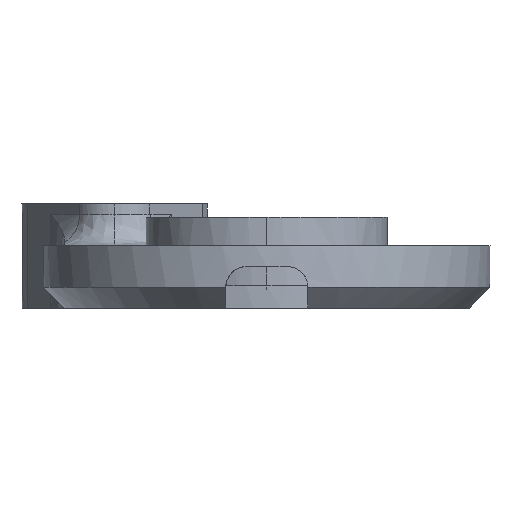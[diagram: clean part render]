
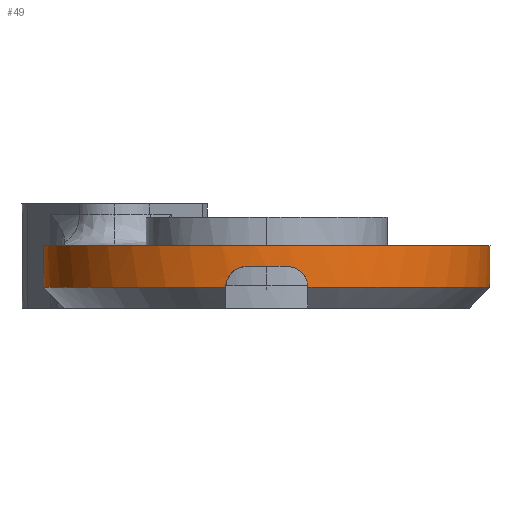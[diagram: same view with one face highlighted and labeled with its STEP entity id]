
A CAD part, front view. The second image highlights one B-rep face of the part: STEP entity #49.
In plain terms, the highlighted free-form (B-spline) face has degree [2, 1] with [9, 2] control points.
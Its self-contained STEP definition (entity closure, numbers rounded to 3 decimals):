
#49=ADVANCED_FACE('',(#152),#1810,.T.);
#152=FACE_OUTER_BOUND('',#256,.T.);
#256=EDGE_LOOP('',(#491,#492,#493,#494,#495,#496,#497,#498));
#491=ORIENTED_EDGE('',*,*,#990,.F.);
#492=ORIENTED_EDGE('',*,*,#1032,.T.);
#493=ORIENTED_EDGE('',*,*,#1033,.T.);
#494=ORIENTED_EDGE('',*,*,#1034,.T.);
#495=ORIENTED_EDGE('',*,*,#1035,.T.);
#496=ORIENTED_EDGE('',*,*,#1036,.T.);
#497=ORIENTED_EDGE('',*,*,#1037,.T.);
#498=ORIENTED_EDGE('',*,*,#996,.F.);
#990=EDGE_CURVE('',#1609,#1610,#1493,.T.);
#996=EDGE_CURVE('',#1610,#1615,#1276,.T.);
#1032=EDGE_CURVE('',#1609,#1652,#1303,.T.);
#1033=EDGE_CURVE('',#1652,#1653,#1505,.T.);
#1034=EDGE_CURVE('',#1653,#1654,#1304,.T.);
#1035=EDGE_CURVE('',#1654,#1655,#1506,.T.);
#1036=EDGE_CURVE('',#1655,#1656,#1305,.T.);
#1037=EDGE_CURVE('',#1656,#1615,#1507,.T.);
#1276=B_SPLINE_CURVE_WITH_KNOTS('',1,(#8078,#8079),.UNSPECIFIED.,.F.,.F.,
(2,2),(-4.,0.),.UNSPECIFIED.);
#1303=B_SPLINE_CURVE_WITH_KNOTS('',3,(#8179,#8180,#8181,#8182,#8183,#8184,
#8185,#8186,#8187,#8188,#8189,#8190),.UNSPECIFIED.,.F.,.F.,(4,2,2,2,2,4),
(0.,0.001,0.001,0.002,
0.002,0.003),.UNSPECIFIED.);
#1304=B_SPLINE_CURVE_WITH_KNOTS('',3,(#8194,#8195,#8196,#8197,#8198,#8199,
#8200,#8201,#8202,#8203,#8204,#8205),.UNSPECIFIED.,.F.,.F.,(4,2,2,2,2,4),
(0.,0.001,0.001,0.002,0.002,
0.003),.UNSPECIFIED.);
#1305=B_SPLINE_CURVE_WITH_KNOTS('',1,(#8211,#8212),.UNSPECIFIED.,.F.,.F.,
(2,2),(0.,4.),.UNSPECIFIED.);
#1493=(
BOUNDED_CURVE()
B_SPLINE_CURVE(2,(#8052,#8053,#8054,#8055,#8056),.UNSPECIFIED.,.F.,.F.)
B_SPLINE_CURVE_WITH_KNOTS((3,2,3),(-39.005,-19.503,
0.),.UNSPECIFIED.)
CURVE()
GEOMETRIC_REPRESENTATION_ITEM()
RATIONAL_B_SPLINE_CURVE((1.,0.898,1.,0.898,1.))
REPRESENTATION_ITEM('')
);
#1505=(
BOUNDED_CURVE()
B_SPLINE_CURVE(2,(#8191,#8192,#8193),.UNSPECIFIED.,.F.,.F.)
B_SPLINE_CURVE_WITH_KNOTS((3,3),(-3.885,0.),.UNSPECIFIED.)
CURVE()
GEOMETRIC_REPRESENTATION_ITEM()
RATIONAL_B_SPLINE_CURVE((1.,0.996,1.))
REPRESENTATION_ITEM('')
);
#1506=(
BOUNDED_CURVE()
B_SPLINE_CURVE(2,(#8206,#8207,#8208,#8209,#8210),.UNSPECIFIED.,.F.,.F.)
B_SPLINE_CURVE_WITH_KNOTS((3,2,3),(0.,27.433,54.866),
 .UNSPECIFIED.)
CURVE()
GEOMETRIC_REPRESENTATION_ITEM()
RATIONAL_B_SPLINE_CURVE((1.,0.802,1.,0.802,1.))
REPRESENTATION_ITEM('')
);
#1507=(
BOUNDED_CURVE()
B_SPLINE_CURVE(2,(#8213,#8214,#8215,#8216,#8217,#8218,#8219,#8220,#8221),
 .UNSPECIFIED.,.F.,.F.)
B_SPLINE_CURVE_WITH_KNOTS((3,2,2,2,3),(-101.796,-76.347,
-50.898,-25.449,0.),.UNSPECIFIED.)
CURVE()
GEOMETRIC_REPRESENTATION_ITEM()
RATIONAL_B_SPLINE_CURVE((1.,0.829,1.,0.829,1.,0.829,
1.,0.829,1.))
REPRESENTATION_ITEM('')
);
#1609=VERTEX_POINT('',#7534);
#1610=VERTEX_POINT('',#7535);
#1615=VERTEX_POINT('',#7540);
#1652=VERTEX_POINT('',#7577);
#1653=VERTEX_POINT('',#7578);
#1654=VERTEX_POINT('',#7579);
#1655=VERTEX_POINT('',#7580);
#1656=VERTEX_POINT('',#7581);
#1810=(
BOUNDED_SURFACE()
B_SPLINE_SURFACE(2,1,((#2437,#2438),(#2439,#2440),(#2441,#2442),(#2443,
#2444),(#2445,#2446),(#2447,#2448),(#2449,#2450),(#2451,#2452),(#2453,#2454)),
 .UNSPECIFIED.,.T.,.F.,.F.)
B_SPLINE_SURFACE_WITH_KNOTS((3,2,2,2,3),(2,2),(0.,33.639,67.277,
100.916,134.554),(0.,4.802),.UNSPECIFIED.)
GEOMETRIC_REPRESENTATION_ITEM()
RATIONAL_B_SPLINE_SURFACE(((1.,1.),(0.707,0.707),
(1.,1.),(0.707,0.707),(1.,1.),(0.707,
0.707),(1.,1.),(0.707,0.707),(1.,1.)))
REPRESENTATION_ITEM('')
SURFACE()
);
#2437=CARTESIAN_POINT('',(0.,30.59,-65.274));
#2438=CARTESIAN_POINT('',(0.,30.59,-70.076));
#2439=CARTESIAN_POINT('',(21.415,30.59,-65.274));
#2440=CARTESIAN_POINT('',(21.415,30.59,-70.076));
#2441=CARTESIAN_POINT('',(21.415,9.175,-65.274));
#2442=CARTESIAN_POINT('',(21.415,9.175,-70.076));
#2443=CARTESIAN_POINT('',(21.415,-12.24,-65.274));
#2444=CARTESIAN_POINT('',(21.415,-12.24,-70.076));
#2445=CARTESIAN_POINT('',(0.,-12.24,-65.274));
#2446=CARTESIAN_POINT('',(0.,-12.24,-70.076));
#2447=CARTESIAN_POINT('',(-21.415,-12.24,-65.274));
#2448=CARTESIAN_POINT('',(-21.415,-12.24,-70.076));
#2449=CARTESIAN_POINT('',(-21.415,9.175,-65.274));
#2450=CARTESIAN_POINT('',(-21.415,9.175,-70.076));
#2451=CARTESIAN_POINT('',(-21.415,30.59,-65.274));
#2452=CARTESIAN_POINT('',(-21.415,30.59,-70.076));
#2453=CARTESIAN_POINT('',(0.,30.59,-65.274));
#2454=CARTESIAN_POINT('',(0.,30.59,-70.076));
#7534=CARTESIAN_POINT('',(-3.94,-11.874,-69.675));
#7535=CARTESIAN_POINT('',(-19.415,18.212,-69.675));
#7540=CARTESIAN_POINT('',(-19.415,18.212,-65.675));
#7577=CARTESIAN_POINT('',(-1.94,-12.152,-67.675));
#7578=CARTESIAN_POINT('',(1.94,-12.152,-67.675));
#7579=CARTESIAN_POINT('',(3.94,-11.874,-69.675));
#7580=CARTESIAN_POINT('',(8.231,28.945,-69.675));
#7581=CARTESIAN_POINT('',(8.231,28.945,-65.675));
#8052=CARTESIAN_POINT('',(-3.94,-11.874,-69.675));
#8053=CARTESIAN_POINT('',(-14.247,-9.945,-69.675));
#8054=CARTESIAN_POINT('',(-19.043,-0.62,-69.675));
#8055=CARTESIAN_POINT('',(-23.84,8.705,-69.675));
#8056=CARTESIAN_POINT('',(-19.415,18.212,-69.675));
#8078=CARTESIAN_POINT('',(-19.415,18.212,-69.675));
#8079=CARTESIAN_POINT('',(-19.415,18.212,-65.675));
#8179=CARTESIAN_POINT('',(-3.94,-11.874,-69.675));
#8180=CARTESIAN_POINT('',(-3.94,-11.874,-69.411));
#8181=CARTESIAN_POINT('',(-3.887,-11.884,-69.15));
#8182=CARTESIAN_POINT('',(-3.736,-11.912,-68.785));
#8183=CARTESIAN_POINT('',(-3.674,-11.923,-68.671));
#8184=CARTESIAN_POINT('',(-3.528,-11.947,-68.453));
#8185=CARTESIAN_POINT('',(-3.444,-11.961,-68.351));
#8186=CARTESIAN_POINT('',(-3.168,-12.005,-68.075));
#8187=CARTESIAN_POINT('',(-2.945,-12.038,-67.926));
#8188=CARTESIAN_POINT('',(-2.463,-12.099,-67.727));
#8189=CARTESIAN_POINT('',(-2.201,-12.128,-67.675));
#8190=CARTESIAN_POINT('',(-1.94,-12.152,-67.675));
#8191=CARTESIAN_POINT('',(-1.94,-12.152,-67.675));
#8192=CARTESIAN_POINT('',(0.,-12.328,-67.675));
#8193=CARTESIAN_POINT('',(1.94,-12.152,-67.675));
#8194=CARTESIAN_POINT('',(1.94,-12.152,-67.675));
#8195=CARTESIAN_POINT('',(2.202,-12.128,-67.675));
#8196=CARTESIAN_POINT('',(2.462,-12.099,-67.727));
#8197=CARTESIAN_POINT('',(2.826,-12.053,-67.877));
#8198=CARTESIAN_POINT('',(2.94,-12.038,-67.938));
#8199=CARTESIAN_POINT('',(3.157,-12.006,-68.083));
#8200=CARTESIAN_POINT('',(3.26,-11.991,-68.167));
#8201=CARTESIAN_POINT('',(3.537,-11.947,-68.444));
#8202=CARTESIAN_POINT('',(3.685,-11.921,-68.664));
#8203=CARTESIAN_POINT('',(3.887,-11.885,-69.149));
#8204=CARTESIAN_POINT('',(3.94,-11.874,-69.412));
#8205=CARTESIAN_POINT('',(3.94,-11.874,-69.675));
#8206=CARTESIAN_POINT('',(3.94,-11.874,-69.675));
#8207=CARTESIAN_POINT('',(19.629,-8.938,-69.675));
#8208=CARTESIAN_POINT('',(21.298,6.936,-69.675));
#8209=CARTESIAN_POINT('',(22.967,22.81,-69.675));
#8210=CARTESIAN_POINT('',(8.231,28.945,-69.675));
#8211=CARTESIAN_POINT('',(8.231,28.945,-69.675));
#8212=CARTESIAN_POINT('',(8.231,28.945,-65.675));
#8213=CARTESIAN_POINT('',(8.231,28.945,-65.675));
#8214=CARTESIAN_POINT('',(21.588,23.384,-65.675));
#8215=CARTESIAN_POINT('',(21.413,8.916,-65.675));
#8216=CARTESIAN_POINT('',(21.238,-5.552,-65.675));
#8217=CARTESIAN_POINT('',(7.75,-10.788,-65.675));
#8218=CARTESIAN_POINT('',(-5.737,-16.025,-65.675));
#8219=CARTESIAN_POINT('',(-15.629,-5.465,-65.675));
#8220=CARTESIAN_POINT('',(-25.52,5.094,-65.675));
#8221=CARTESIAN_POINT('',(-19.415,18.212,-65.675));
